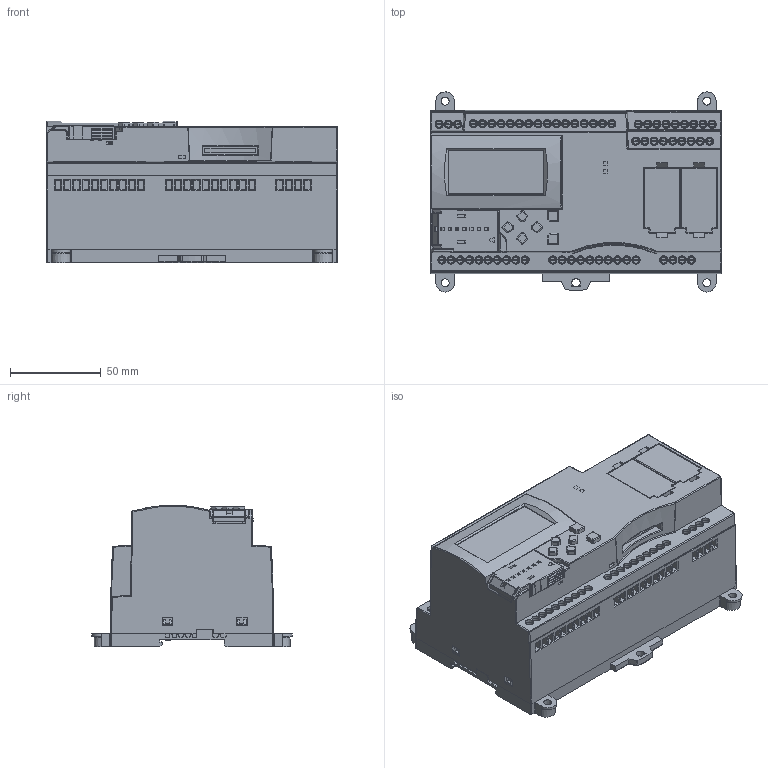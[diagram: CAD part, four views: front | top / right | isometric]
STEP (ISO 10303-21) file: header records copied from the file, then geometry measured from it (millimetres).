
FILE_DESCRIPTION (( 'STEP AP214' ), '1' );
FILE_NAME ('FT1A-H48[K][S]C.STEP', '2020-10-12T08:13:56', ( '' ), ( '' ), 'SwSTEP 2.0', 'SolidWorks 2019', '' );
FILE_SCHEMA (( 'AUTOMOTIVE_DESIGN' ));
Length unit declared in the file: millimetre
Products named in the file (5): FT1A-H48[K][S]C; FT1A-USB-COVER; FT1A-OPTION-COVER; FT1A-DIN-HOOK
Assembly tree (5 placements, depth 2):
  FT1A-H48[K][S]C
    FT1A-H48[K][S]C
    FT1A-DIN-HOOK
    FT1A-USB-COVER
    FT1A-OPTION-COVER  x2
Bounding box: 160.04 x 110.13 x 78 mm (x, y, z)
Volume: 912920.5 mm3; surface area: 104509.8 mm2
Topology: 5 solids, 5 shells, 3683 faces, 9680 edges, 6224 vertices
Faces by surface type: plane 2071, cylinder 851, bspline 387, torus 183, cone 171, sphere 20
Full cylindrical faces by diameter (mm): 1.2 x3, 1.4 x3, 2 x1, 4.1 x42, 4.478 x9, 4.479 x52
Entity records: 147543 total; most frequent: CARTESIAN_POINT 69377, ORIENTED_EDGE 17722, DIRECTION 12995, EDGE_CURVE 8861, VERTEX_POINT 5914, LINE 4805, VECTOR 4805, EDGE_LOOP 4187
